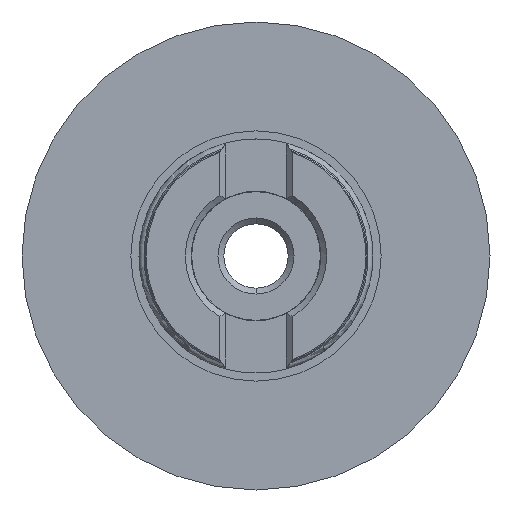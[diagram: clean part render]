
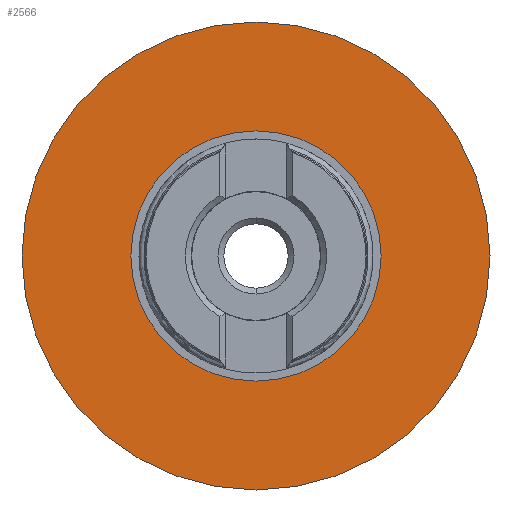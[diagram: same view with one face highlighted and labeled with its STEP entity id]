
A CAD part, left-side view. The second image highlights one B-rep face of the part: STEP entity #2566.
In plain terms, the highlighted planar face has unit normal (-1, 0, 0).
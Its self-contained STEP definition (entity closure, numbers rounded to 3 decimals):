
#123 = CARTESIAN_POINT ( 'NONE',  ( -1.95, 0., 0. ) ) ;
#222 = DIRECTION ( 'NONE',  ( 0., 0., -1. ) ) ;
#363 = ORIENTED_EDGE ( 'NONE', *, *, #2580, .T. ) ;
#417 = ORIENTED_EDGE ( 'NONE', *, *, #3168, .T. ) ;
#510 = CIRCLE ( 'NONE', #1755, 40. ) ;
#651 = CARTESIAN_POINT ( 'NONE',  ( -1.95, 0., 0. ) ) ;
#943 = VERTEX_POINT ( 'NONE', #944 ) ;
#944 = CARTESIAN_POINT ( 'NONE',  ( -1.95, 0., 40. ) ) ;
#973 = EDGE_LOOP ( 'NONE', ( #1604, #4337 ) ) ;
#1254 = CARTESIAN_POINT ( 'NONE',  ( -1.95, -21.394, 0. ) ) ;
#1375 = CIRCLE ( 'NONE', #3053, 21.394 ) ;
#1604 = ORIENTED_EDGE ( 'NONE', *, *, #2073, .F. ) ;
#1684 = VERTEX_POINT ( 'NONE', #3057 ) ;
#1755 = AXIS2_PLACEMENT_3D ( 'NONE', #2324, #3910, #2765 ) ;
#1819 = DIRECTION ( 'NONE',  ( 1., 0., 0. ) ) ;
#1879 = FACE_BOUND ( 'NONE', #4798, .T. ) ;
#1921 = AXIS2_PLACEMENT_3D ( 'NONE', #1254, #2042, #4829 ) ;
#1943 = CIRCLE ( 'NONE', #3657, 40. ) ;
#2042 = DIRECTION ( 'NONE',  ( 1., 0., 0. ) ) ;
#2073 = EDGE_CURVE ( 'NONE', #3010, #943, #1943, .T. ) ;
#2091 = CARTESIAN_POINT ( 'NONE',  ( -1.95, 0., -40. ) ) ;
#2121 = FACE_OUTER_BOUND ( 'NONE', #973, .T. ) ;
#2324 = CARTESIAN_POINT ( 'NONE',  ( -1.95, 0., 0. ) ) ;
#2434 = EDGE_CURVE ( 'NONE', #943, #3010, #510, .T. ) ;
#2566 = ADVANCED_FACE ( 'NONE', ( #2121, #1879 ), #3640, .F. ) ;
#2580 = EDGE_CURVE ( 'NONE', #3676, #1684, #2879, .T. ) ;
#2765 = DIRECTION ( 'NONE',  ( 0., 0., -1. ) ) ;
#2879 = CIRCLE ( 'NONE', #4410, 21.394 ) ;
#2949 = DIRECTION ( 'NONE',  ( 1., 0., 0. ) ) ;
#3010 = VERTEX_POINT ( 'NONE', #2091 ) ;
#3053 = AXIS2_PLACEMENT_3D ( 'NONE', #4612, #4595, #4950 ) ;
#3057 = CARTESIAN_POINT ( 'NONE',  ( -1.95, 0., 21.394 ) ) ;
#3168 = EDGE_CURVE ( 'NONE', #1684, #3676, #1375, .T. ) ;
#3640 = PLANE ( 'NONE',  #1921 ) ;
#3657 = AXIS2_PLACEMENT_3D ( 'NONE', #651, #1819, #222 ) ;
#3676 = VERTEX_POINT ( 'NONE', #4001 ) ;
#3910 = DIRECTION ( 'NONE',  ( 1., 0., 0. ) ) ;
#4001 = CARTESIAN_POINT ( 'NONE',  ( -1.95, 0., -21.394 ) ) ;
#4059 = DIRECTION ( 'NONE',  ( 0., 0., -1. ) ) ;
#4337 = ORIENTED_EDGE ( 'NONE', *, *, #2434, .F. ) ;
#4410 = AXIS2_PLACEMENT_3D ( 'NONE', #123, #2949, #4059 ) ;
#4595 = DIRECTION ( 'NONE',  ( 1., 0., 0. ) ) ;
#4612 = CARTESIAN_POINT ( 'NONE',  ( -1.95, 0., 0. ) ) ;
#4798 = EDGE_LOOP ( 'NONE', ( #363, #417 ) ) ;
#4829 = DIRECTION ( 'NONE',  ( 0., 0., -1. ) ) ;
#4950 = DIRECTION ( 'NONE',  ( 0., 0., -1. ) ) ;
